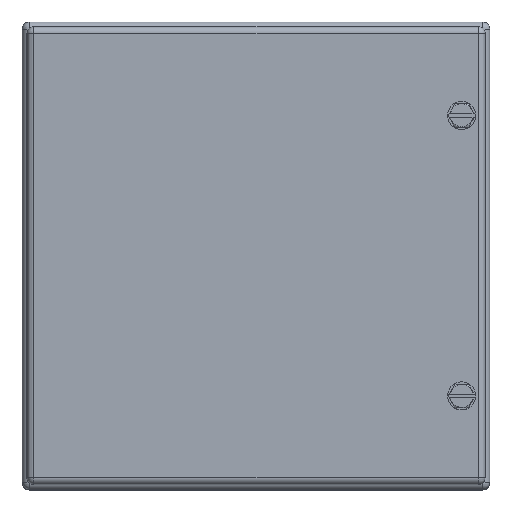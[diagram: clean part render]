
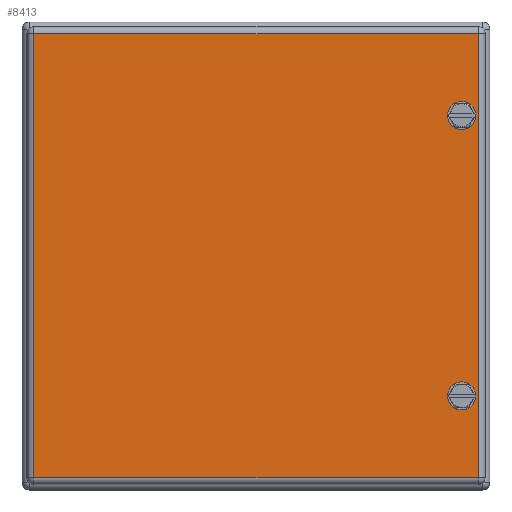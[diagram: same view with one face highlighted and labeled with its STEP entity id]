
A CAD part, top view. The second image highlights one B-rep face of the part: STEP entity #8413.
In plain terms, the highlighted planar face has unit normal (0, 0, 1).
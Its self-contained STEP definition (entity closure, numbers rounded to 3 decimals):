
#8355=AXIS2_PLACEMENT_3D('Plane Axis2P3D',#8352,#8353,#8354) ;
#8397=AXIS2_PLACEMENT_3D('Circle Axis2P3D',#8395,#8396,$) ;
#8406=AXIS2_PLACEMENT_3D('Circle Axis2P3D',#8404,#8405,$) ;
#8168=CARTESIAN_POINT('Vertex',(184.5,40.,150.)) ;
#8172=CARTESIAN_POINT('Control Point',(184.5,40.,150.)) ;
#8173=CARTESIAN_POINT('Control Point',(184.5,39.45,150.)) ;
#8174=CARTESIAN_POINT('Control Point',(184.608,38.9,150.)) ;
#8175=CARTESIAN_POINT('Control Point',(184.824,38.379,150.)) ;
#8176=CARTESIAN_POINT('Control Point',(185.449,37.449,150.)) ;
#8177=CARTESIAN_POINT('Control Point',(186.379,36.824,150.)) ;
#8178=CARTESIAN_POINT('Control Point',(186.9,36.608,150.)) ;
#8179=CARTESIAN_POINT('Control Point',(188.,36.392,150.)) ;
#8180=CARTESIAN_POINT('Control Point',(189.1,36.608,150.)) ;
#8181=CARTESIAN_POINT('Control Point',(189.621,36.824,150.)) ;
#8182=CARTESIAN_POINT('Control Point',(190.551,37.449,150.)) ;
#8183=CARTESIAN_POINT('Control Point',(191.176,38.379,150.)) ;
#8184=CARTESIAN_POINT('Control Point',(191.392,38.9,150.)) ;
#8185=CARTESIAN_POINT('Control Point',(191.5,39.45,150.)) ;
#8186=CARTESIAN_POINT('Control Point',(191.5,40.,150.)) ;
#8187=CARTESIAN_POINT('Vertex',(191.5,40.,150.)) ;
#8329=CARTESIAN_POINT('Control Point',(191.5,40.,150.)) ;
#8330=CARTESIAN_POINT('Control Point',(191.5,40.55,150.)) ;
#8331=CARTESIAN_POINT('Control Point',(191.392,41.1,150.)) ;
#8332=CARTESIAN_POINT('Control Point',(191.176,41.621,150.)) ;
#8333=CARTESIAN_POINT('Control Point',(190.551,42.551,150.)) ;
#8334=CARTESIAN_POINT('Control Point',(189.621,43.176,150.)) ;
#8335=CARTESIAN_POINT('Control Point',(189.1,43.392,150.)) ;
#8336=CARTESIAN_POINT('Control Point',(188.,43.608,150.)) ;
#8337=CARTESIAN_POINT('Control Point',(186.9,43.392,150.)) ;
#8338=CARTESIAN_POINT('Control Point',(186.379,43.176,150.)) ;
#8339=CARTESIAN_POINT('Control Point',(185.449,42.551,150.)) ;
#8340=CARTESIAN_POINT('Control Point',(184.824,41.621,150.)) ;
#8341=CARTESIAN_POINT('Control Point',(184.608,41.1,150.)) ;
#8342=CARTESIAN_POINT('Control Point',(184.5,40.55,150.)) ;
#8343=CARTESIAN_POINT('Control Point',(184.5,40.,150.)) ;
#8352=CARTESIAN_POINT('Axis2P3D Location',(100.,100.,150.)) ;
#8357=CARTESIAN_POINT('Line Origine',(195.,100.,150.)) ;
#8361=CARTESIAN_POINT('Vertex',(195.,5.,150.)) ;
#8363=CARTESIAN_POINT('Vertex',(195.,195.,150.)) ;
#8366=CARTESIAN_POINT('Line Origine',(100.,195.,150.)) ;
#8370=CARTESIAN_POINT('Vertex',(5.,195.,150.)) ;
#8373=CARTESIAN_POINT('Line Origine',(5.,100.,150.)) ;
#8377=CARTESIAN_POINT('Vertex',(5.,5.,150.)) ;
#8380=CARTESIAN_POINT('Line Origine',(100.,5.,150.)) ;
#8395=CARTESIAN_POINT('Axis2P3D Location',(188.,160.,150.)) ;
#8399=CARTESIAN_POINT('Vertex',(191.5,160.,150.)) ;
#8401=CARTESIAN_POINT('Vertex',(184.5,160.,150.)) ;
#8404=CARTESIAN_POINT('Axis2P3D Location',(188.,160.,150.)) ;
#8353=DIRECTION('Axis2P3D Direction',(0.,0.,1.)) ;
#8354=DIRECTION('Axis2P3D XDirection',(1.,0.,0.)) ;
#8358=DIRECTION('Vector Direction',(0.,1.,0.)) ;
#8367=DIRECTION('Vector Direction',(-1.,0.,0.)) ;
#8374=DIRECTION('Vector Direction',(0.,-1.,0.)) ;
#8381=DIRECTION('Vector Direction',(1.,0.,0.)) ;
#8396=DIRECTION('Axis2P3D Direction',(0.,0.,1.)) ;
#8405=DIRECTION('Axis2P3D Direction',(0.,0.,1.)) ;
#8359=VECTOR('Line Direction',#8358,1.) ;
#8368=VECTOR('Line Direction',#8367,1.) ;
#8375=VECTOR('Line Direction',#8374,1.) ;
#8382=VECTOR('Line Direction',#8381,1.) ;
#8386=ORIENTED_EDGE('',*,*,#8365,.T.) ;
#8387=ORIENTED_EDGE('',*,*,#8372,.T.) ;
#8388=ORIENTED_EDGE('',*,*,#8379,.T.) ;
#8389=ORIENTED_EDGE('',*,*,#8384,.T.) ;
#8392=ORIENTED_EDGE('',*,*,#8344,.F.) ;
#8393=ORIENTED_EDGE('',*,*,#8189,.F.) ;
#8410=ORIENTED_EDGE('',*,*,#8403,.F.) ;
#8411=ORIENTED_EDGE('',*,*,#8408,.F.) ;
#8394=FACE_BOUND('',#8391,.T.) ;
#8412=FACE_BOUND('',#8409,.T.) ;
#8413=ADVANCED_FACE('76192_ZUB_DE_HS_KEBI_200x200-1/76192_DE_HS_KEBI_200x200-1-solid1',(#8390,#8394,#8412),#8356,.T.) ;
#8171=B_SPLINE_CURVE_WITH_KNOTS('',5,(#8172,#8173,#8174,#8175,#8176,#8177,#8178,#8179,#8180,#8181,#8182,#8183,#8184,#8185,#8186),.UNSPECIFIED.,.F.,.U.,(6,3,3,3,6),(-5.498,-2.749,0.,2.749,5.498),.UNSPECIFIED.) ;
#8328=B_SPLINE_CURVE_WITH_KNOTS('',5,(#8329,#8330,#8331,#8332,#8333,#8334,#8335,#8336,#8337,#8338,#8339,#8340,#8341,#8342,#8343),.UNSPECIFIED.,.F.,.U.,(6,3,3,3,6),(-5.498,-2.749,0.,2.749,5.498),.UNSPECIFIED.) ;
#8398=CIRCLE('generated circle',#8397,3.5) ;
#8407=CIRCLE('generated circle',#8406,3.5) ;
#8189=EDGE_CURVE('',#8169,#8188,#8171,.T.) ;
#8344=EDGE_CURVE('',#8188,#8169,#8328,.T.) ;
#8365=EDGE_CURVE('',#8362,#8364,#8360,.T.) ;
#8372=EDGE_CURVE('',#8364,#8371,#8369,.T.) ;
#8379=EDGE_CURVE('',#8371,#8378,#8376,.T.) ;
#8384=EDGE_CURVE('',#8378,#8362,#8383,.T.) ;
#8403=EDGE_CURVE('',#8400,#8402,#8398,.T.) ;
#8408=EDGE_CURVE('',#8402,#8400,#8407,.T.) ;
#8385=EDGE_LOOP('',(#8386,#8387,#8388,#8389)) ;
#8391=EDGE_LOOP('',(#8392,#8393)) ;
#8409=EDGE_LOOP('',(#8410,#8411)) ;
#8390=FACE_OUTER_BOUND('',#8385,.T.) ;
#8360=LINE('Line',#8357,#8359) ;
#8369=LINE('Line',#8366,#8368) ;
#8376=LINE('Line',#8373,#8375) ;
#8383=LINE('Line',#8380,#8382) ;
#8356=PLANE('',#8355) ;
#8169=VERTEX_POINT('',#8168) ;
#8188=VERTEX_POINT('',#8187) ;
#8362=VERTEX_POINT('',#8361) ;
#8364=VERTEX_POINT('',#8363) ;
#8371=VERTEX_POINT('',#8370) ;
#8378=VERTEX_POINT('',#8377) ;
#8400=VERTEX_POINT('',#8399) ;
#8402=VERTEX_POINT('',#8401) ;
